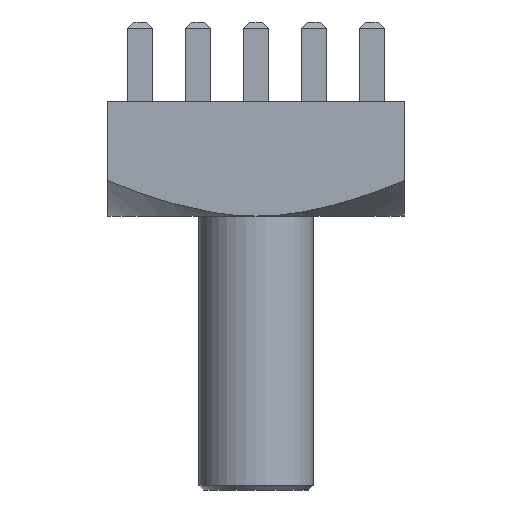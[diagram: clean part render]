
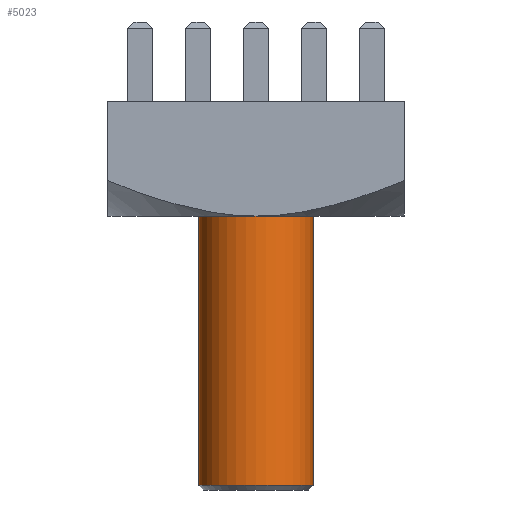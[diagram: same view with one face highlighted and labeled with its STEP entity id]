
A CAD part, front view. The second image highlights one B-rep face of the part: STEP entity #5023.
In plain terms, the highlighted cylindrical face has radius 2.5 mm (diameter 5 mm), a partial arc.
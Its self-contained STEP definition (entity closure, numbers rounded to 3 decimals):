
#619 = EDGE_CURVE ( 'NONE', #1049, #1075, #4736, .T. ) ;
#621 = EDGE_CURVE ( 'NONE', #1042, #1079, #4747, .T. ) ;
#992 = EDGE_LOOP ( 'NONE', ( #4272, #4271, #4270, #4269 ) ) ;
#1042 = VERTEX_POINT ( 'NONE', #2305 ) ;
#1049 = VERTEX_POINT ( 'NONE', #2312 ) ;
#1075 = VERTEX_POINT ( 'NONE', #2338 ) ;
#1079 = VERTEX_POINT ( 'NONE', #2342 ) ;
#1112 = AXIS2_PLACEMENT_3D ( 'NONE', #2777, #2772, #2779 ) ;
#1717 = EDGE_CURVE ( 'NONE', #1079, #1075, #2863, .T. ) ;
#1953 = VECTOR ( 'NONE', #4753, 1000. ) ;
#1954 = VECTOR ( 'NONE', #4759, 1000. ) ;
#2305 = CARTESIAN_POINT ( 'NONE',  ( 2.5, 0., -11.8 ) ) ;
#2312 = CARTESIAN_POINT ( 'NONE',  ( -2.5, 0., -11.8 ) ) ;
#2338 = CARTESIAN_POINT ( 'NONE',  ( -2.5, 0., 0. ) ) ;
#2342 = CARTESIAN_POINT ( 'NONE',  ( 2.5, 0., 0. ) ) ;
#2772 = DIRECTION ( 'NONE',  ( 0., 0., 1. ) ) ;
#2776 = FACE_OUTER_BOUND ( 'NONE', #992, .T. ) ;
#2777 = CARTESIAN_POINT ( 'NONE',  ( 0., 0., -12. ) ) ;
#2778 = CYLINDRICAL_SURFACE ( 'NONE', #1112, 2.5 ) ;
#2779 = DIRECTION ( 'NONE',  ( 1., 0., 0. ) ) ;
#2863 = CIRCLE ( 'NONE', #2873, 2.5 ) ;
#2873 = AXIS2_PLACEMENT_3D ( 'NONE', #3089, #3090, #3091 ) ;
#2912 = AXIS2_PLACEMENT_3D ( 'NONE', #3278, #3279, #3280 ) ;
#2922 = CIRCLE ( 'NONE', #2912, 2.5 ) ;
#3089 = CARTESIAN_POINT ( 'NONE',  ( 0., 0., 0. ) ) ;
#3090 = DIRECTION ( 'NONE',  ( 0., 0., -1. ) ) ;
#3091 = DIRECTION ( 'NONE',  ( -1., 0., 0. ) ) ;
#3278 = CARTESIAN_POINT ( 'NONE',  ( 0., 0., -11.8 ) ) ;
#3279 = DIRECTION ( 'NONE',  ( 0., 0., 1. ) ) ;
#3280 = DIRECTION ( 'NONE',  ( -1., 0., 0. ) ) ;
#4269 = ORIENTED_EDGE ( 'NONE', *, *, #1717, .T. ) ;
#4270 = ORIENTED_EDGE ( 'NONE', *, *, #621, .T. ) ;
#4271 = ORIENTED_EDGE ( 'NONE', *, *, #4881, .T. ) ;
#4272 = ORIENTED_EDGE ( 'NONE', *, *, #619, .F. ) ;
#4736 = LINE ( 'NONE', #4752, #1953 ) ;
#4747 = LINE ( 'NONE', #4757, #1954 ) ;
#4752 = CARTESIAN_POINT ( 'NONE',  ( -2.5, 0., -12. ) ) ;
#4753 = DIRECTION ( 'NONE',  ( 0., 0., 1. ) ) ;
#4757 = CARTESIAN_POINT ( 'NONE',  ( 2.5, 0., -12. ) ) ;
#4759 = DIRECTION ( 'NONE',  ( 0., 0., 1. ) ) ;
#4881 = EDGE_CURVE ( 'NONE', #1049, #1042, #2922, .T. ) ;
#5023 = ADVANCED_FACE ( 'NONE', ( #2776 ), #2778, .T. ) ;
